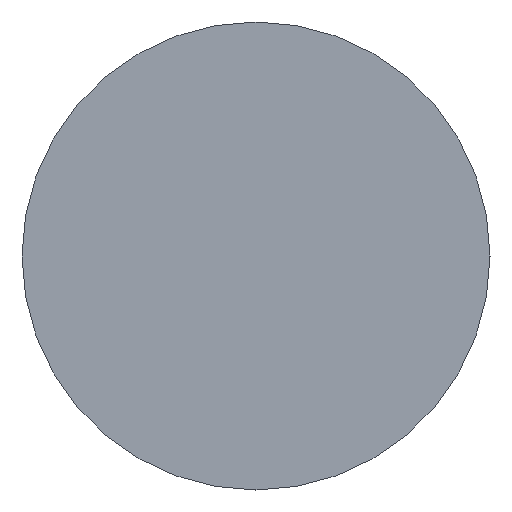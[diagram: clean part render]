
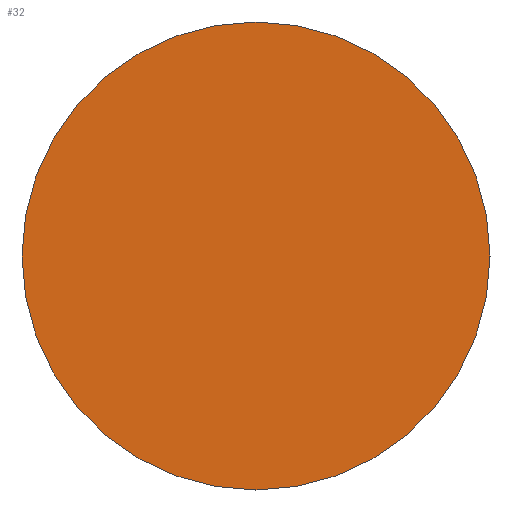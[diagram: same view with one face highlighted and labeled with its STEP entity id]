
A CAD part, left-side view. The second image highlights one B-rep face of the part: STEP entity #32.
In plain terms, the highlighted planar face has unit normal (-1, 0, 0).
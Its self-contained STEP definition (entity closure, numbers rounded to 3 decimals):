
#10 = AXIS2_PLACEMENT_3D ( 'NONE', #16, #163, #94 ) ;
#15 = EDGE_LOOP ( 'NONE', ( #46 ) ) ;
#16 = CARTESIAN_POINT ( 'NONE',  ( 0., 0., 0. ) ) ;
#20 = EDGE_CURVE ( 'NONE', #127, #127, #25, .T. ) ;
#25 = CIRCLE ( 'NONE', #10, 40. ) ;
#32 = ADVANCED_FACE ( 'NONE', ( #104 ), #44, .F. ) ;
#44 = PLANE ( 'NONE',  #145 ) ;
#46 = ORIENTED_EDGE ( 'NONE', *, *, #20, .T. ) ;
#74 = CARTESIAN_POINT ( 'NONE',  ( 0., 0., 40. ) ) ;
#81 = DIRECTION ( 'NONE',  ( 0., 0., -1. ) ) ;
#93 = DIRECTION ( 'NONE',  ( 1., 0., 0. ) ) ;
#94 = DIRECTION ( 'NONE',  ( 0., 0., 1. ) ) ;
#104 = FACE_OUTER_BOUND ( 'NONE', #15, .T. ) ;
#127 = VERTEX_POINT ( 'NONE', #74 ) ;
#145 = AXIS2_PLACEMENT_3D ( 'NONE', #165, #93, #81 ) ;
#163 = DIRECTION ( 'NONE',  ( -1., 0., 0. ) ) ;
#165 = CARTESIAN_POINT ( 'NONE',  ( 0., 21., 0. ) ) ;
